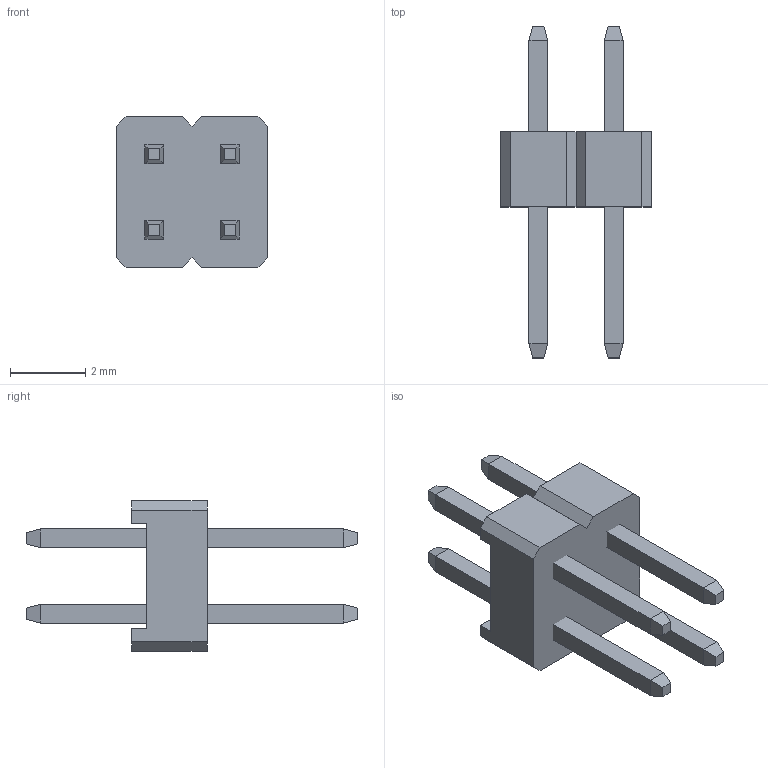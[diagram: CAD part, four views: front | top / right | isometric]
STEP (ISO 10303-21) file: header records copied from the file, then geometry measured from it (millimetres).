
FILE_DESCRIPTION (( 'STEP AP214' ), '1' );
FILE_NAME ('碞闉鍣 鼁闉罻.STEP', '2020-12-02T08:20:01', ( 'new' ), ( '' ), 'SwSTEP 2.0', 'SolidWorks 2014', '' );
FILE_SCHEMA (( 'AUTOMOTIVE_DESIGN' ));
Length unit declared in the file: millimetre
Products named in the file (3): 碞闉鍣 麧蠉錪 1; 碞闉鍣 鼁闉罻; 碞闉鍣 麧蠉錪 2
Assembly tree (5 placements, depth 2):
  碞闉鍣 鼁闉罻
    碞闉鍣 麧蠉錪 1
    碞闉鍣 麧蠉錪 2  x4
Bounding box: 4 x 8.8 x 4 mm (x, y, z)
Volume: 35.6 mm3; surface area: 134.2 mm2
Topology: 5 solids, 5 shells, 76 faces, 166 edges, 100 vertices
Faces by surface type: plane 76
Entity records: 1096 total; most frequent: CARTESIAN_POINT 176, DIRECTION 166, ORIENTED_EDGE 164, LINE 82, EDGE_CURVE 82, VECTOR 82, VERTEX_POINT 52, AXIS2_PLACEMENT_3D 42
